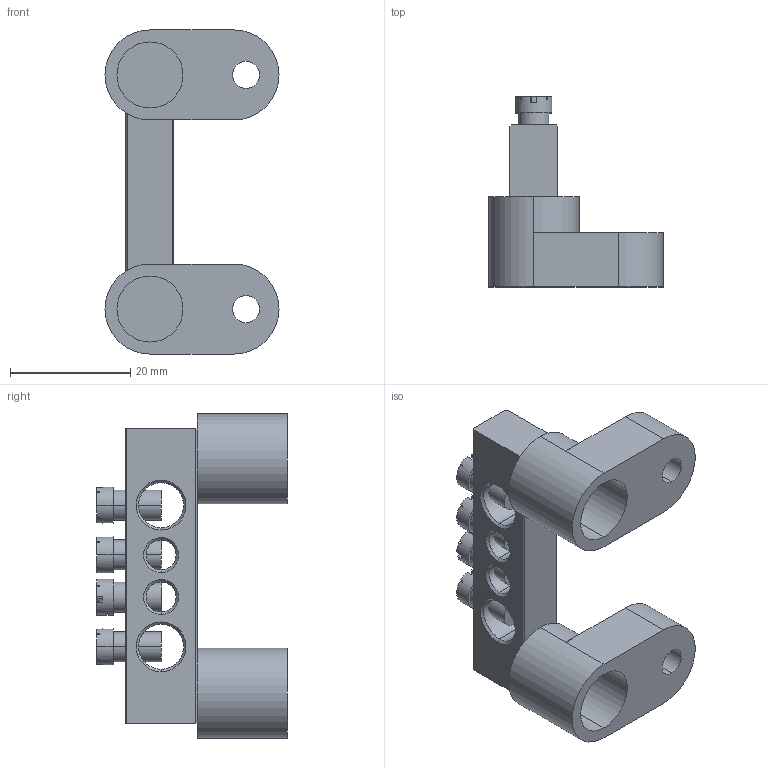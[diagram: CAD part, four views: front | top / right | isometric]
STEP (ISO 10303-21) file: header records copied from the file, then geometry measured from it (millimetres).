
FILE_DESCRIPTION (( 'STEP AP214' ), '1' );
FILE_NAME ('YNN10-812-4C2-K05 Øèíà PE çåìëÿ íà äâóõ óãëîâûõ èçîë ØÍÈ-8õ12-4-Ó2-Æ ÈÝÊ.STEP', '2016-08-24T06:23:49', ( 'user' ), ( '' ), 'SwSTEP 2.0', 'SolidWorks 2014', '' );
FILE_SCHEMA (( 'AUTOMOTIVE_DESIGN' ));
Length unit declared in the file: millimetre
Products named in the file (4): YNN10-812-4C2-K05 Øèíà PE çåìëÿ íà äâóõ óãëîâûõ èçîë ØÍÈ-8õ12-4-Ó2-Æ ÈÝÊ; Óãëîâîé èçîëÿòîð äëÿ 0 øèíû æ¸ëòûé; Øèíà ÂõÍ n-2_8å12 4-2; Âèíò_Œ5
Assembly tree (7 placements, depth 2):
  YNN10-812-4C2-K05 Øèíà PE çåìëÿ íà äâóõ óãëîâûõ èçîë ØÍÈ-8õ12-4-Ó2-Æ ÈÝÊ
    Óãëîâîé èçîëÿòîð äëÿ 0 øèíû æ¸ëòûé  x2
    Øèíà ÂõÍ n-2_8å12 4-2
    Âèíò_Œ5  x4
Bounding box: 29 x 31.7 x 54 mm (x, y, z)
Volume: 11045.3 mm3; surface area: 8052.5 mm2
Topology: 7 solids, 7 shells, 244 faces, 628 edges, 404 vertices
Faces by surface type: plane 158, cylinder 50, cone 36
Entity records: 3936 total; most frequent: CARTESIAN_POINT 886, DIRECTION 600, ORIENTED_EDGE 548, EDGE_CURVE 274, AXIS2_PLACEMENT_3D 231, VERTEX_POINT 173, VECTOR 138, LINE 138
